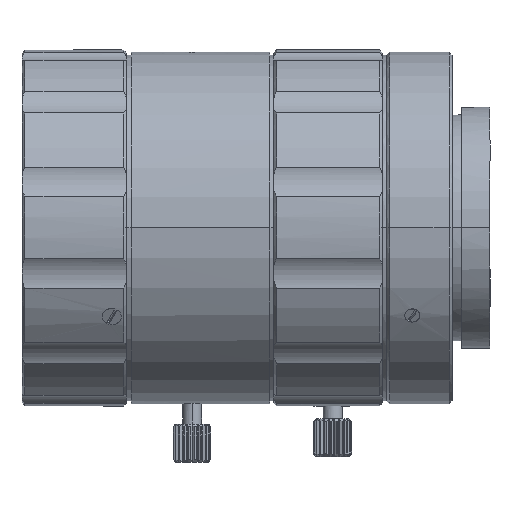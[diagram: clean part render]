
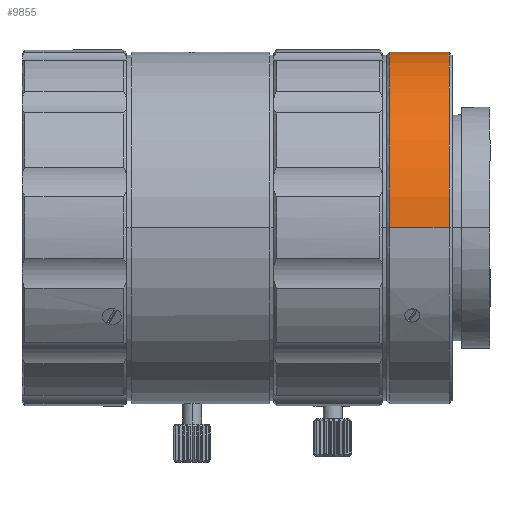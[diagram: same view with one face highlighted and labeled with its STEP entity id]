
A CAD part, top view. The second image highlights one B-rep face of the part: STEP entity #9855.
In plain terms, the highlighted cylindrical face has radius 18.5 mm (diameter 37 mm), a partial arc.
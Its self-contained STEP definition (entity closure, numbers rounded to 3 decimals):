
#348 = CARTESIAN_POINT ( 'NONE',  ( -21.759, 8.548, -16.407 ) ) ;
#749 = CARTESIAN_POINT ( 'NONE',  ( -22.5, 9.408, -15.93 ) ) ;
#1268 = VERTEX_POINT ( 'NONE', #5103 ) ;
#1378 = CARTESIAN_POINT ( 'NONE',  ( -20.962, 9.559, -15.839 ) ) ;
#1379 = VERTEX_POINT ( 'NONE', #2162 ) ;
#1431 = B_SPLINE_CURVE_WITH_KNOTS ( 'NONE', 3,
 ( #10236, #15454, #6131, #23482 ),
 .UNSPECIFIED., .F., .F.,
 ( 4, 4 ),
 ( 0.17, 0.402 ),
 .UNSPECIFIED. ) ;
#1506 = DIRECTION ( 'NONE',  ( 1., 0., 0. ) ) ;
#2162 = CARTESIAN_POINT ( 'NONE',  ( -17.826, 0., -18.5 ) ) ;
#2199 = CARTESIAN_POINT ( 'NONE',  ( -21.873, 8.565, -16.398 ) ) ;
#2319 = CARTESIAN_POINT ( 'NONE',  ( -24.1, 0., -18.5 ) ) ;
#2436 = ORIENTED_EDGE ( 'NONE', *, *, #14508, .F. ) ;
#2577 = VERTEX_POINT ( 'NONE', #3344 ) ;
#2741 = ORIENTED_EDGE ( 'NONE', *, *, #17590, .F. ) ;
#3076 = CARTESIAN_POINT ( 'NONE',  ( -21.443, 8.599, -16.386 ) ) ;
#3208 = CARTESIAN_POINT ( 'NONE',  ( -20.909, 9.248, -16.019 ) ) ;
#3344 = CARTESIAN_POINT ( 'NONE',  ( -21.529, 9.916, -15.626 ) ) ;
#4052 = ORIENTED_EDGE ( 'NONE', *, *, #16868, .T. ) ;
#4452 = EDGE_CURVE ( 'NONE', #14982, #13751, #19764, .T. ) ;
#4568 = CARTESIAN_POINT ( 'NONE',  ( -21.35, 9.885, -15.638 ) ) ;
#5043 = EDGE_CURVE ( 'NONE', #10198, #24325, #7000, .T. ) ;
#5064 = EDGE_CURVE ( 'NONE', #24364, #5219, #1431, .T. ) ;
#5087 = CARTESIAN_POINT ( 'NONE',  ( -20.909, 9.248, -16.019 ) ) ;
#5094 = CARTESIAN_POINT ( 'NONE',  ( -21.641, 8.548, -16.407 ) ) ;
#5103 = CARTESIAN_POINT ( 'NONE',  ( -24.1, 0., 18.5 ) ) ;
#5181 = B_SPLINE_CURVE_WITH_KNOTS ( 'NONE', 3,
 ( #24046, #23927, #6933, #21970, #22084, #5087 ),
 .UNSPECIFIED., .F., .F.,
 ( 4, 2, 4 ),
 ( 0.402, 0.701, 1. ),
 .UNSPECIFIED. ) ;
#5219 = VERTEX_POINT ( 'NONE', #5629 ) ;
#5391 = CARTESIAN_POINT ( 'NONE',  ( -22.5, 9.25, -16.021 ) ) ;
#5584 = VECTOR ( 'NONE', #1506, 1000. ) ;
#5586 = AXIS2_PLACEMENT_3D ( 'NONE', #19153, #13594, #13812 ) ;
#5629 = CARTESIAN_POINT ( 'NONE',  ( -21.153, 8.751, -16.302 ) ) ;
#5663 = VERTEX_POINT ( 'NONE', #2319 ) ;
#5668 = ORIENTED_EDGE ( 'NONE', *, *, #4452, .T. ) ;
#5701 = CARTESIAN_POINT ( 'NONE',  ( -20.909, 9.248, -16.019 ) ) ;
#5911 = B_SPLINE_CURVE_WITH_KNOTS ( 'NONE', 3,
 ( #3208, #10827, #1378, #8900, #4568, #12175 ),
 .UNSPECIFIED., .F., .F.,
 ( 4, 2, 4 ),
 ( 0., 0.5, 1. ),
 .UNSPECIFIED. ) ;
#6077 = EDGE_CURVE ( 'NONE', #1268, #12309, #22227, .T. ) ;
#6131 = CARTESIAN_POINT ( 'NONE',  ( -21.208, 8.693, -16.33 ) ) ;
#6292 = CARTESIAN_POINT ( 'NONE',  ( -21.873, 9.918, -15.617 ) ) ;
#6393 = CARTESIAN_POINT ( 'NONE',  ( -21.529, 9.916, -15.626 ) ) ;
#6489 = EDGE_CURVE ( 'NONE', #13729, #2577, #5911, .T. ) ;
#6535 = CARTESIAN_POINT ( 'NONE',  ( -21.873, 8.565, -16.398 ) ) ;
#6562 = CARTESIAN_POINT ( 'NONE',  ( 0., 0., 0. ) ) ;
#6933 = CARTESIAN_POINT ( 'NONE',  ( -21.007, 8.889, -16.225 ) ) ;
#7000 = B_SPLINE_CURVE_WITH_KNOTS ( 'NONE', 3,
 ( #15941, #17431, #348, #7987 ),
 .UNSPECIFIED., .F., .F.,
 ( 4, 4 ),
 ( 0., 1. ),
 .UNSPECIFIED. ) ;
#7246 = CARTESIAN_POINT ( 'NONE',  ( -22.5, 9.092, -16.113 ) ) ;
#7728 = CARTESIAN_POINT ( 'NONE',  ( -22.438, 8.938, -16.198 ) ) ;
#7955 = FACE_OUTER_BOUND ( 'NONE', #10763, .T. ) ;
#7987 = CARTESIAN_POINT ( 'NONE',  ( -21.7, 8.548, -16.407 ) ) ;
#8148 = CARTESIAN_POINT ( 'NONE',  ( -22.05, 9.885, -15.638 ) ) ;
#8672 = CARTESIAN_POINT ( 'NONE',  ( 0., 0., 18.5 ) ) ;
#8900 = CARTESIAN_POINT ( 'NONE',  ( -21.19, 9.801, -15.691 ) ) ;
#9777 = CARTESIAN_POINT ( 'NONE',  ( -21.873, 9.918, -15.617 ) ) ;
#9855 = ADVANCED_FACE ( 'NONE', ( #9967, #7955 ), #11853, .T. ) ;
#9967 = FACE_BOUND ( 'NONE', #24269, .T. ) ;
#10092 = DIRECTION ( 'NONE',  ( 0., 0., -1. ) ) ;
#10198 = VERTEX_POINT ( 'NONE', #6535 ) ;
#10236 = CARTESIAN_POINT ( 'NONE',  ( -21.443, 8.599, -16.386 ) ) ;
#10327 = AXIS2_PLACEMENT_3D ( 'NONE', #6562, #23107, #10092 ) ;
#10763 = EDGE_LOOP ( 'NONE', ( #2741, #15434, #15418, #2436 ) ) ;
#10767 = EDGE_CURVE ( 'NONE', #24325, #24364, #13320, .T. ) ;
#10827 = CARTESIAN_POINT ( 'NONE',  ( -20.9, 9.406, -15.931 ) ) ;
#11829 = CARTESIAN_POINT ( 'NONE',  ( -21.7, 8.548, -16.407 ) ) ;
#11853 = CYLINDRICAL_SURFACE ( 'NONE', #10327, 18.5 ) ;
#12175 = CARTESIAN_POINT ( 'NONE',  ( -21.529, 9.916, -15.626 ) ) ;
#12188 = ORIENTED_EDGE ( 'NONE', *, *, #6489, .T. ) ;
#12309 = VERTEX_POINT ( 'NONE', #22403 ) ;
#12466 = DIRECTION ( 'NONE',  ( 1., 0., 0. ) ) ;
#12868 = B_SPLINE_CURVE_WITH_KNOTS ( 'NONE', 3,
 ( #6393, #19439, #21654, #9777 ),
 .UNSPECIFIED., .F., .F.,
 ( 4, 4 ),
 ( 0., 1. ),
 .UNSPECIFIED. ) ;
#13221 = EDGE_CURVE ( 'NONE', #12309, #1379, #22235, .T. ) ;
#13245 = CARTESIAN_POINT ( 'NONE',  ( -22.21, 8.688, -16.334 ) ) ;
#13320 = B_SPLINE_CURVE_WITH_KNOTS ( 'NONE', 3,
 ( #23810, #5094, #22344, #24302 ),
 .UNSPECIFIED., .F., .F.,
 ( 4, 4 ),
 ( 0., 1. ),
 .UNSPECIFIED. ) ;
#13594 = DIRECTION ( 'NONE',  ( -1., 0., 0. ) ) ;
#13641 = ORIENTED_EDGE ( 'NONE', *, *, #20889, .T. ) ;
#13678 = CIRCLE ( 'NONE', #22763, 18.5 ) ;
#13729 = VERTEX_POINT ( 'NONE', #5701 ) ;
#13751 = VERTEX_POINT ( 'NONE', #15628 ) ;
#13812 = DIRECTION ( 'NONE',  ( 0., 0., -1. ) ) ;
#14508 = EDGE_CURVE ( 'NONE', #5663, #1379, #23916, .T. ) ;
#14845 = CARTESIAN_POINT ( 'NONE',  ( -22.05, 8.6, -16.38 ) ) ;
#14982 = VERTEX_POINT ( 'NONE', #15133 ) ;
#15133 = CARTESIAN_POINT ( 'NONE',  ( -21.873, 9.918, -15.617 ) ) ;
#15418 = ORIENTED_EDGE ( 'NONE', *, *, #13221, .T. ) ;
#15434 = ORIENTED_EDGE ( 'NONE', *, *, #6077, .T. ) ;
#15454 = CARTESIAN_POINT ( 'NONE',  ( -21.279, 8.65, -16.353 ) ) ;
#15628 = CARTESIAN_POINT ( 'NONE',  ( -22.5, 9.25, -16.021 ) ) ;
#15752 = CARTESIAN_POINT ( 'NONE',  ( -22.5, 9.25, -16.021 ) ) ;
#15941 = CARTESIAN_POINT ( 'NONE',  ( -21.873, 8.565, -16.398 ) ) ;
#16281 = DIRECTION ( 'NONE',  ( 0., 0., -1. ) ) ;
#16868 = EDGE_CURVE ( 'NONE', #13751, #10198, #20428, .T. ) ;
#17431 = CARTESIAN_POINT ( 'NONE',  ( -21.816, 8.554, -16.404 ) ) ;
#17497 = CARTESIAN_POINT ( 'NONE',  ( -22.21, 9.801, -15.691 ) ) ;
#17518 = ORIENTED_EDGE ( 'NONE', *, *, #5043, .T. ) ;
#17590 = EDGE_CURVE ( 'NONE', #1268, #5663, #13678, .T. ) ;
#17658 = ORIENTED_EDGE ( 'NONE', *, *, #5064, .T. ) ;
#18268 = ORIENTED_EDGE ( 'NONE', *, *, #21998, .T. ) ;
#18373 = CARTESIAN_POINT ( 'NONE',  ( -24.1, 0., 0. ) ) ;
#19153 = CARTESIAN_POINT ( 'NONE',  ( -17.826, 0., 0. ) ) ;
#19439 = CARTESIAN_POINT ( 'NONE',  ( -21.642, 9.941, -15.602 ) ) ;
#19589 = CARTESIAN_POINT ( 'NONE',  ( -22.438, 9.56, -15.839 ) ) ;
#19764 = B_SPLINE_CURVE_WITH_KNOTS ( 'NONE', 3,
 ( #6292, #8148, #17497, #19589, #749, #15752 ),
 .UNSPECIFIED., .F., .F.,
 ( 4, 2, 4 ),
 ( 0., 0.5, 1. ),
 .UNSPECIFIED. ) ;
#19874 = DIRECTION ( 'NONE',  ( -1., 0., 0. ) ) ;
#20428 = B_SPLINE_CURVE_WITH_KNOTS ( 'NONE', 3,
 ( #5391, #7246, #7728, #13245, #14845, #2199 ),
 .UNSPECIFIED., .F., .F.,
 ( 4, 2, 4 ),
 ( 0., 0.5, 1. ),
 .UNSPECIFIED. ) ;
#20889 = EDGE_CURVE ( 'NONE', #5219, #13729, #5181, .T. ) ;
#21654 = CARTESIAN_POINT ( 'NONE',  ( -21.758, 9.941, -15.602 ) ) ;
#21970 = CARTESIAN_POINT ( 'NONE',  ( -20.923, 9.062, -16.129 ) ) ;
#21998 = EDGE_CURVE ( 'NONE', #2577, #14982, #12868, .T. ) ;
#22014 = ORIENTED_EDGE ( 'NONE', *, *, #10767, .T. ) ;
#22084 = CARTESIAN_POINT ( 'NONE',  ( -20.903, 9.156, -16.075 ) ) ;
#22227 = LINE ( 'NONE', #8672, #23282 ) ;
#22235 = CIRCLE ( 'NONE', #5586, 18.5 ) ;
#22331 = CARTESIAN_POINT ( 'NONE',  ( 0., 0., -18.5 ) ) ;
#22344 = CARTESIAN_POINT ( 'NONE',  ( -21.584, 8.554, -16.404 ) ) ;
#22403 = CARTESIAN_POINT ( 'NONE',  ( -17.826, 0., 18.5 ) ) ;
#22763 = AXIS2_PLACEMENT_3D ( 'NONE', #18373, #19874, #16281 ) ;
#23107 = DIRECTION ( 'NONE',  ( 1., 0., 0. ) ) ;
#23282 = VECTOR ( 'NONE', #12466, 1000. ) ;
#23482 = CARTESIAN_POINT ( 'NONE',  ( -21.153, 8.751, -16.302 ) ) ;
#23810 = CARTESIAN_POINT ( 'NONE',  ( -21.7, 8.548, -16.407 ) ) ;
#23916 = LINE ( 'NONE', #22331, #5584 ) ;
#23927 = CARTESIAN_POINT ( 'NONE',  ( -21.07, 8.809, -16.268 ) ) ;
#24046 = CARTESIAN_POINT ( 'NONE',  ( -21.153, 8.751, -16.302 ) ) ;
#24269 = EDGE_LOOP ( 'NONE', ( #17518, #22014, #17658, #13641, #12188, #18268, #5668, #4052 ) ) ;
#24302 = CARTESIAN_POINT ( 'NONE',  ( -21.443, 8.599, -16.386 ) ) ;
#24325 = VERTEX_POINT ( 'NONE', #11829 ) ;
#24364 = VERTEX_POINT ( 'NONE', #3076 ) ;
